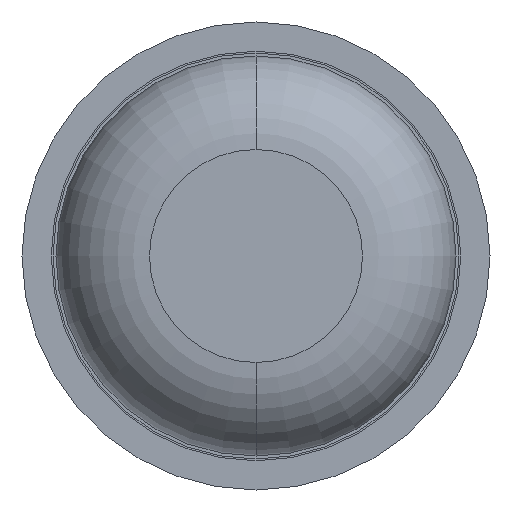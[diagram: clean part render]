
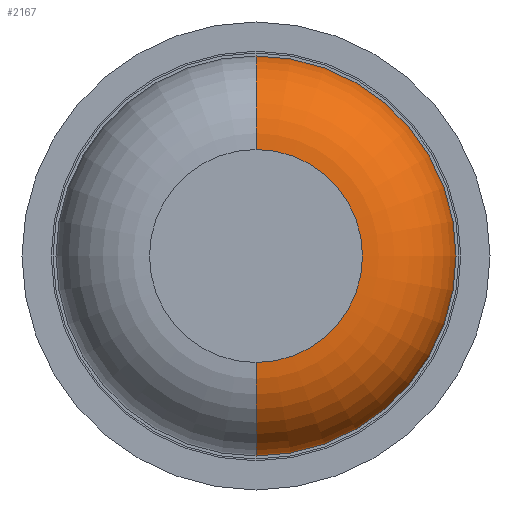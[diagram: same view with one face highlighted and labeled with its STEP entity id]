
A CAD part, front view. The second image highlights one B-rep face of the part: STEP entity #2167.
In plain terms, the highlighted toroidal (fillet/blend) face has major radius 0.91 mm and minor radius 0.8 mm.
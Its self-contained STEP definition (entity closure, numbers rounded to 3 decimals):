
#59 = CARTESIAN_POINT ( 'NONE',  ( 0., -29.2, 1.71 ) ) ;
#113 = CARTESIAN_POINT ( 'NONE',  ( 0., -30., 0.91 ) ) ;
#122 = ORIENTED_EDGE ( 'NONE', *, *, #234, .F. ) ;
#194 = EDGE_CURVE ( 'Defeature ausgef�hrt1_0+Defeature ausgef�hrt1_10+Defeature ausgef�hrt1_10+Defeature ausgef�hrt1_10', #1811, #2435, #1224, .T. ) ;
#234 = EDGE_CURVE ( 'NONE', #2435, #2749, #899, .T. ) ;
#268 = AXIS2_PLACEMENT_3D ( 'NONE', #2194, #3242, #873 ) ;
#269 = CIRCLE ( 'NONE', #268, 0.8 ) ;
#313 = AXIS2_PLACEMENT_3D ( 'NONE', #408, #3062, #2795 ) ;
#388 = CIRCLE ( 'NONE', #2325, 1.71 ) ;
#408 = CARTESIAN_POINT ( 'NONE',  ( 0., -29.2, 0. ) ) ;
#454 = FACE_OUTER_BOUND ( 'NONE', #2009, .T. ) ;
#673 = AXIS2_PLACEMENT_3D ( 'NONE', #2961, #1029, #2119 ) ;
#749 = DIRECTION ( 'NONE',  ( 0., 0., 1. ) ) ;
#776 = AXIS2_PLACEMENT_3D ( 'NONE', #1197, #2256, #1474 ) ;
#873 = DIRECTION ( 'NONE',  ( 0., 0., -1. ) ) ;
#899 = CIRCLE ( 'NONE', #673, 0.8 ) ;
#930 = EDGE_CURVE ( 'NONE', #1811, #1529, #269, .T. ) ;
#1029 = DIRECTION ( 'NONE',  ( -1., 0., 0. ) ) ;
#1084 = EDGE_CURVE ( 'Defeature ausgef�hrt1_2+Defeature ausgef�hrt1_10+Defeature ausgef�hrt1_10+Defeature ausgef�hrt1_10', #2749, #1529, #388, .T. ) ;
#1197 = CARTESIAN_POINT ( 'NONE',  ( 0., -30., 0. ) ) ;
#1216 = ORIENTED_EDGE ( 'NONE', *, *, #930, .T. ) ;
#1224 = CIRCLE ( 'NONE', #776, 0.91 ) ;
#1313 = TOROIDAL_SURFACE ( 'NONE', #313, 0.91, 0.8 ) ;
#1474 = DIRECTION ( 'NONE',  ( 0., 0., 1. ) ) ;
#1529 = VERTEX_POINT ( 'NONE', #1875 ) ;
#1623 = ORIENTED_EDGE ( 'NONE', *, *, #194, .F. ) ;
#1625 = ORIENTED_EDGE ( 'NONE', *, *, #1084, .F. ) ;
#1811 = VERTEX_POINT ( 'NONE', #2285 ) ;
#1875 = CARTESIAN_POINT ( 'NONE',  ( 0., -29.2, -1.71 ) ) ;
#2009 = EDGE_LOOP ( 'NONE', ( #1623, #1216, #1625, #122 ) ) ;
#2119 = DIRECTION ( 'NONE',  ( 0., 0., 1. ) ) ;
#2167 = ADVANCED_FACE ( 'Defeature ausgef�hrt1_10', ( #454 ), #1313, .T. ) ;
#2194 = CARTESIAN_POINT ( 'NONE',  ( 0., -29.2, -0.91 ) ) ;
#2256 = DIRECTION ( 'NONE',  ( 0., -1., 0. ) ) ;
#2285 = CARTESIAN_POINT ( 'NONE',  ( 0., -30., -0.91 ) ) ;
#2325 = AXIS2_PLACEMENT_3D ( 'NONE', #3362, #3106, #749 ) ;
#2435 = VERTEX_POINT ( 'NONE', #113 ) ;
#2749 = VERTEX_POINT ( 'NONE', #59 ) ;
#2795 = DIRECTION ( 'NONE',  ( 0., 0., 1. ) ) ;
#2961 = CARTESIAN_POINT ( 'NONE',  ( 0., -29.2, 0.91 ) ) ;
#3062 = DIRECTION ( 'NONE',  ( 0., 1., 0. ) ) ;
#3106 = DIRECTION ( 'NONE',  ( 0., 1., 0. ) ) ;
#3242 = DIRECTION ( 'NONE',  ( 1., 0., 0. ) ) ;
#3362 = CARTESIAN_POINT ( 'NONE',  ( 0., -29.2, 0. ) ) ;
